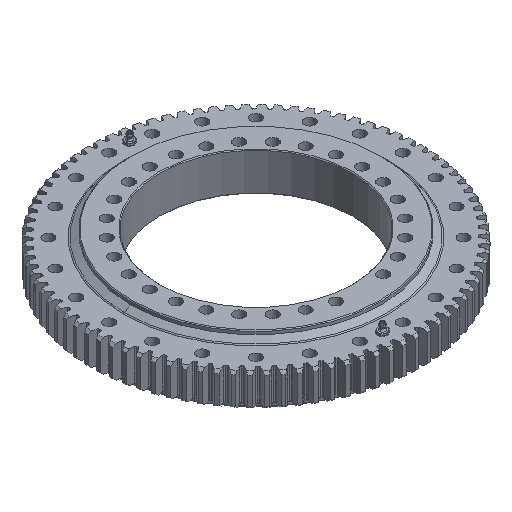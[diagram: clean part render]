
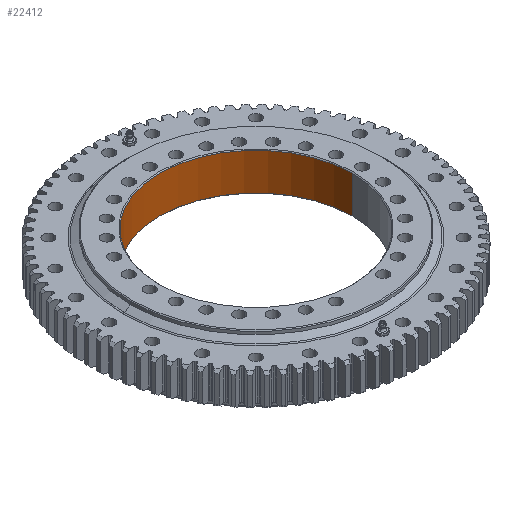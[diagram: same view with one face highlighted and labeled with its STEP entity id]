
A CAD part, isometric view. The second image highlights one B-rep face of the part: STEP entity #22412.
In plain terms, the highlighted cylindrical face has radius 117.5 mm (diameter 235 mm), a partial arc.
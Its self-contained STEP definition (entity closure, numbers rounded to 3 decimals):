
#382 = DIRECTION ( 'NONE',  ( 0., 0., 1. ) ) ;
#2204 = CARTESIAN_POINT ( 'NONE',  ( 0., 0., -17.5 ) ) ;
#3151 = EDGE_CURVE ( 'NONE', #24164, #29356, #27231, .T. ) ;
#3367 = CARTESIAN_POINT ( 'NONE',  ( -117.5, 0., 0. ) ) ;
#3822 = DIRECTION ( 'NONE',  ( 0., 0., 1. ) ) ;
#4642 = CIRCLE ( 'NONE', #15663, 117.5 ) ;
#4768 = VECTOR ( 'NONE', #26689, 1000. ) ;
#5104 = DIRECTION ( 'NONE',  ( 1., 0., 0. ) ) ;
#5780 = AXIS2_PLACEMENT_3D ( 'NONE', #26753, #382, #29696 ) ;
#7409 = CARTESIAN_POINT ( 'NONE',  ( 117.5, 0., 0. ) ) ;
#7735 = CARTESIAN_POINT ( 'NONE',  ( -117.5, 0., -17.5 ) ) ;
#7933 = CIRCLE ( 'NONE', #24415, 117.5 ) ;
#8273 = CARTESIAN_POINT ( 'NONE',  ( 117.5, 0., -17.5 ) ) ;
#9681 = VERTEX_POINT ( 'NONE', #13479 ) ;
#11236 = LINE ( 'NONE', #7409, #18119 ) ;
#12860 = EDGE_LOOP ( 'NONE', ( #26084, #25937, #34824, #15223 ) ) ;
#13479 = CARTESIAN_POINT ( 'NONE',  ( 117.5, 0., 27.5 ) ) ;
#14840 = CYLINDRICAL_SURFACE ( 'NONE', #5780, 117.5 ) ;
#15223 = ORIENTED_EDGE ( 'NONE', *, *, #21169, .T. ) ;
#15663 = AXIS2_PLACEMENT_3D ( 'NONE', #2204, #22723, #5104 ) ;
#18119 = VECTOR ( 'NONE', #24980, 1000. ) ;
#19815 = VERTEX_POINT ( 'NONE', #8273 ) ;
#21169 = EDGE_CURVE ( 'NONE', #9681, #29356, #7933, .T. ) ;
#21405 = CARTESIAN_POINT ( 'NONE',  ( 0., 0., 27.5 ) ) ;
#22412 = ADVANCED_FACE ( 'NONE', ( #23571 ), #14840, .F. ) ;
#22723 = DIRECTION ( 'NONE',  ( 0., 0., -1. ) ) ;
#23571 = FACE_OUTER_BOUND ( 'NONE', #12860, .T. ) ;
#24164 = VERTEX_POINT ( 'NONE', #7735 ) ;
#24321 = DIRECTION ( 'NONE',  ( -1., 0., 0. ) ) ;
#24415 = AXIS2_PLACEMENT_3D ( 'NONE', #21405, #3822, #24321 ) ;
#24980 = DIRECTION ( 'NONE',  ( 0., 0., 1. ) ) ;
#25937 = ORIENTED_EDGE ( 'NONE', *, *, #32932, .T. ) ;
#26084 = ORIENTED_EDGE ( 'NONE', *, *, #3151, .F. ) ;
#26689 = DIRECTION ( 'NONE',  ( 0., 0., 1. ) ) ;
#26753 = CARTESIAN_POINT ( 'NONE',  ( 0., 0., 0. ) ) ;
#27231 = LINE ( 'NONE', #3367, #4768 ) ;
#29356 = VERTEX_POINT ( 'NONE', #37813 ) ;
#29696 = DIRECTION ( 'NONE',  ( 1., 0., 0. ) ) ;
#32932 = EDGE_CURVE ( 'NONE', #24164, #19815, #4642, .T. ) ;
#34824 = ORIENTED_EDGE ( 'NONE', *, *, #35363, .T. ) ;
#35363 = EDGE_CURVE ( 'NONE', #19815, #9681, #11236, .T. ) ;
#37813 = CARTESIAN_POINT ( 'NONE',  ( -117.5, 0., 27.5 ) ) ;
